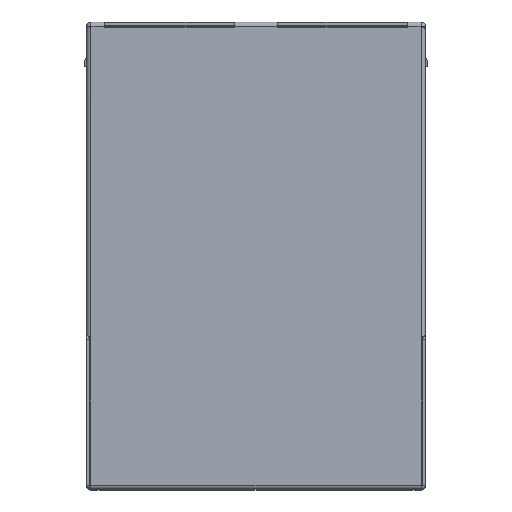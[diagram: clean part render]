
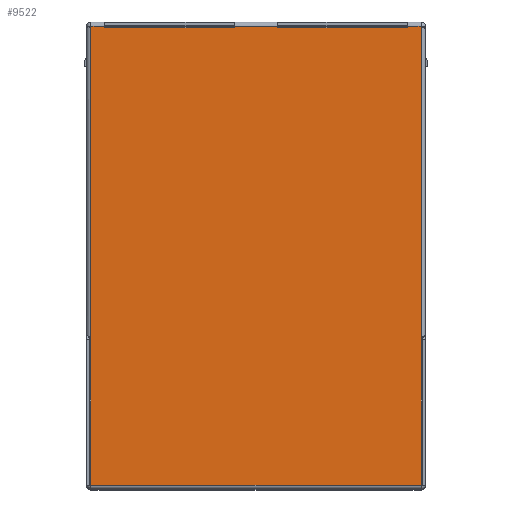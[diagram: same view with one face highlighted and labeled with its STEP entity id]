
A CAD part, top view. The second image highlights one B-rep face of the part: STEP entity #9522.
In plain terms, the highlighted planar face has unit normal (0, 0, 1).
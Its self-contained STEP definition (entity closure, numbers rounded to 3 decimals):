
#359=PLANE('',#10123);
#793=FACE_OUTER_BOUND('',#1296,.T.);
#1296=EDGE_LOOP('',(#7841,#7842,#7843,#7844,#7845,#7846,#7847,#7848,#7849,
#7850,#7851,#7852));
#2347=LINE('',#14455,#3465);
#2354=LINE('',#14471,#3472);
#2378=LINE('',#14521,#3496);
#2381=LINE('',#14528,#3499);
#2383=LINE('',#14534,#3501);
#2406=LINE('',#14596,#3524);
#2453=LINE('',#14730,#3571);
#2454=LINE('',#14733,#3572);
#2455=LINE('',#14734,#3573);
#2456=LINE('',#14735,#3574);
#2457=LINE('',#14737,#3575);
#2458=LINE('',#14738,#3576);
#3465=VECTOR('',#11841,6.);
#3472=VECTOR('',#11854,0.06);
#3496=VECTOR('',#11890,0.06);
#3499=VECTOR('',#11897,6.);
#3501=VECTOR('',#11903,0.06);
#3524=VECTOR('',#11956,21.19);
#3571=VECTOR('',#12079,15.25);
#3572=VECTOR('',#12082,0.625);
#3573=VECTOR('',#12083,0.06);
#3574=VECTOR('',#12084,2.);
#3575=VECTOR('',#12085,0.625);
#3576=VECTOR('',#12086,21.19);
#4399=VERTEX_POINT('',#14452);
#4400=VERTEX_POINT('',#14454);
#4406=VERTEX_POINT('',#14469);
#4425=VERTEX_POINT('',#14518);
#4426=VERTEX_POINT('',#14520);
#4428=VERTEX_POINT('',#14526);
#4430=VERTEX_POINT('',#14532);
#4450=VERTEX_POINT('',#14584);
#4454=VERTEX_POINT('',#14595);
#4495=VERTEX_POINT('',#14717);
#4497=VERTEX_POINT('',#14732);
#4498=VERTEX_POINT('',#14736);
#5533=EDGE_CURVE('',#4399,#4400,#2347,.T.);
#5541=EDGE_CURVE('',#4406,#4399,#2354,.T.);
#5567=EDGE_CURVE('',#4426,#4425,#2378,.T.);
#5571=EDGE_CURVE('',#4425,#4428,#2381,.T.);
#5574=EDGE_CURVE('',#4430,#4428,#2383,.T.);
#5604=EDGE_CURVE('',#4450,#4454,#2406,.T.);
#5668=EDGE_CURVE('',#4454,#4495,#2453,.T.);
#5669=EDGE_CURVE('',#4497,#4450,#2454,.T.);
#5670=EDGE_CURVE('',#4497,#4400,#2455,.T.);
#5671=EDGE_CURVE('',#4426,#4406,#2456,.T.);
#5672=EDGE_CURVE('',#4498,#4430,#2457,.T.);
#5673=EDGE_CURVE('',#4498,#4495,#2458,.T.);
#7841=ORIENTED_EDGE('',*,*,#5668,.F.);
#7842=ORIENTED_EDGE('',*,*,#5604,.F.);
#7843=ORIENTED_EDGE('',*,*,#5669,.F.);
#7844=ORIENTED_EDGE('',*,*,#5670,.T.);
#7845=ORIENTED_EDGE('',*,*,#5533,.F.);
#7846=ORIENTED_EDGE('',*,*,#5541,.F.);
#7847=ORIENTED_EDGE('',*,*,#5671,.F.);
#7848=ORIENTED_EDGE('',*,*,#5567,.T.);
#7849=ORIENTED_EDGE('',*,*,#5571,.T.);
#7850=ORIENTED_EDGE('',*,*,#5574,.F.);
#7851=ORIENTED_EDGE('',*,*,#5672,.F.);
#7852=ORIENTED_EDGE('',*,*,#5673,.T.);
#9522=ADVANCED_FACE('',(#793),#359,.T.);
#10123=AXIS2_PLACEMENT_3D('',#14731,#12080,#12081);
#11841=DIRECTION('',(1.,0.,0.));
#11854=DIRECTION('',(0.,-1.,0.));
#11890=DIRECTION('',(0.,-1.,0.));
#11897=DIRECTION('',(-1.,0.,0.));
#11903=DIRECTION('',(0.,-1.,0.));
#11956=DIRECTION('',(0.,-1.,0.));
#12079=DIRECTION('',(-1.,0.,0.));
#12080=DIRECTION('center_axis',(0.,0.,1.));
#12081=DIRECTION('ref_axis',(1.,0.,0.));
#12082=DIRECTION('',(1.,0.,0.));
#12083=DIRECTION('',(0.,-1.,0.));
#12084=DIRECTION('',(1.,0.,0.));
#12085=DIRECTION('',(1.,0.,0.));
#12086=DIRECTION('',(0.,-1.,0.));
#14452=CARTESIAN_POINT('',(1.,10.435,13.84));
#14454=CARTESIAN_POINT('',(7.,10.435,13.84));
#14455=CARTESIAN_POINT('',(1.,10.435,13.84));
#14469=CARTESIAN_POINT('',(1.,10.495,13.84));
#14471=CARTESIAN_POINT('',(1.,10.495,13.84));
#14518=CARTESIAN_POINT('',(-1.,10.435,13.84));
#14520=CARTESIAN_POINT('',(-1.,10.495,13.84));
#14521=CARTESIAN_POINT('',(-1.,10.495,13.84));
#14526=CARTESIAN_POINT('',(-7.,10.435,13.84));
#14528=CARTESIAN_POINT('',(-1.,10.435,13.84));
#14532=CARTESIAN_POINT('',(-7.,10.495,13.84));
#14534=CARTESIAN_POINT('',(-7.,10.495,13.84));
#14584=CARTESIAN_POINT('',(7.625,10.495,13.84));
#14595=CARTESIAN_POINT('',(7.625,-10.695,13.84));
#14596=CARTESIAN_POINT('',(7.625,10.495,13.84));
#14717=CARTESIAN_POINT('',(-7.625,-10.695,13.84));
#14730=CARTESIAN_POINT('',(7.625,-10.695,13.84));
#14731=CARTESIAN_POINT('Origin',(-7.625,10.695,13.84));
#14732=CARTESIAN_POINT('',(7.,10.495,13.84));
#14733=CARTESIAN_POINT('',(7.,10.495,13.84));
#14734=CARTESIAN_POINT('',(7.,10.495,13.84));
#14735=CARTESIAN_POINT('',(-1.,10.495,13.84));
#14736=CARTESIAN_POINT('',(-7.625,10.495,13.84));
#14737=CARTESIAN_POINT('',(-7.625,10.495,13.84));
#14738=CARTESIAN_POINT('',(-7.625,10.495,13.84));
